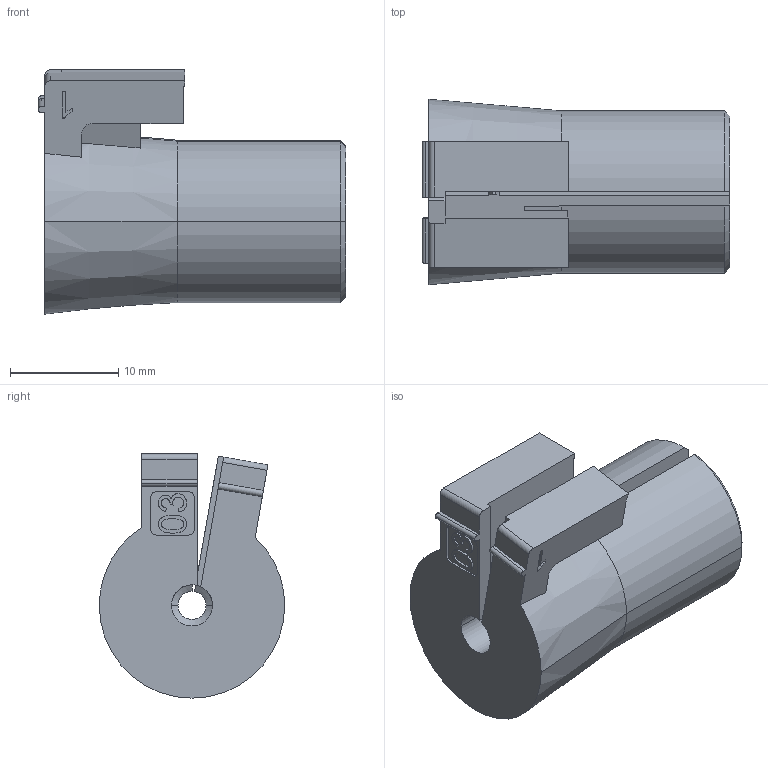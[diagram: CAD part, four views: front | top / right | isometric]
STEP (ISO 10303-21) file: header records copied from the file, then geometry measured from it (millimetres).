
FILE_DESCRIPTION (( 'STEP AP203' ), '1' );
FILE_NAME ('592224.step', '2022-03-30T19:25:37', ( '' ), ( '' ), 'SwSTEP 2.0', 'SolidWorks 2021', '' );
FILE_SCHEMA (( 'CONFIG_CONTROL_DESIGN' ));
Length unit declared in the file: inch
Products named in the file (1): 592224
Bounding box: 28.4 x 17.14 x 22.57 mm (x, y, z)
Volume: 5390 mm3; surface area: 2867.1 mm2
Topology: 1 solids, 1 shells, 111 faces, 305 edges, 199 vertices
Faces by surface type: plane 49, bspline 26, cylinder 24, cone 12
Entity records: 3750 total; most frequent: CARTESIAN_POINT 984, ORIENTED_EDGE 610, DIRECTION 479, EDGE_CURVE 305, VERTEX_POINT 199, VECTOR 187, LINE 187, AXIS2_PLACEMENT_3D 146
